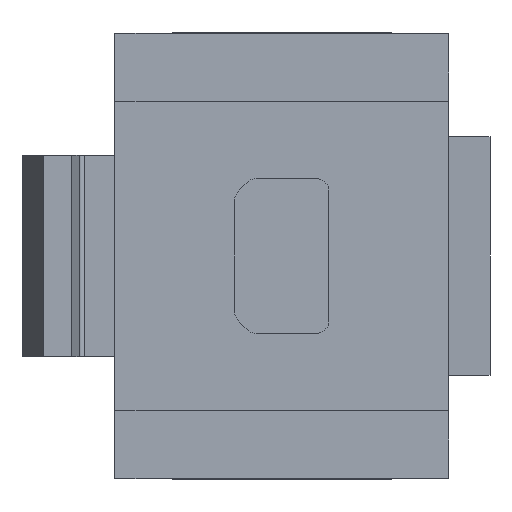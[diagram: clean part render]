
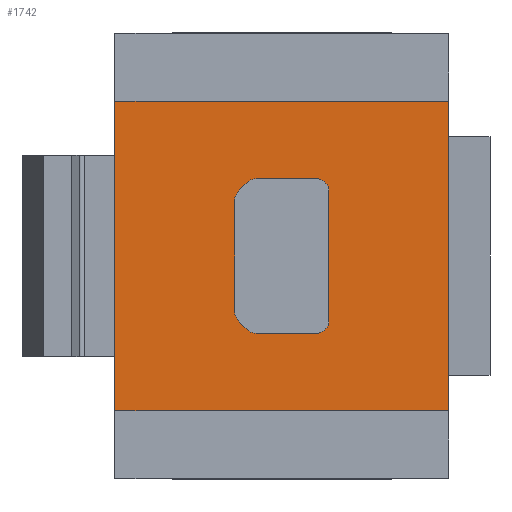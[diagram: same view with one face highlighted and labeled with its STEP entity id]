
A CAD part, left-side view. The second image highlights one B-rep face of the part: STEP entity #1742.
In plain terms, the highlighted planar face has unit normal (-1, 0, 0).
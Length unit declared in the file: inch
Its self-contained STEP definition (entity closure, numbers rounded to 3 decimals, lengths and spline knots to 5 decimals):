
#7 = DIRECTION ( 'NONE',  ( 0., 0.707, -0.707 ) ) ;
#16 = DIRECTION ( 'NONE',  ( 0., -0.707, -0.707 ) ) ;
#47 = LINE ( 'NONE', #670, #1602 ) ;
#74 = ORIENTED_EDGE ( 'NONE', *, *, #357, .F. ) ;
#146 = ORIENTED_EDGE ( 'NONE', *, *, #2011, .F. ) ;
#153 = CARTESIAN_POINT ( 'NONE',  ( -0.481, -0.314, 0.291 ) ) ;
#188 = LINE ( 'NONE', #1496, #921 ) ;
#192 = LINE ( 'NONE', #1009, #1962 ) ;
#204 = CIRCLE ( 'NONE', #1228, 0.02362 ) ;
#215 = EDGE_CURVE ( 'NONE', #848, #1048, #192, .T. ) ;
#223 = CIRCLE ( 'NONE', #1435, 0.02362 ) ;
#237 = CARTESIAN_POINT ( 'NONE',  ( -0.481, -0.06496, -0.14567 ) ) ;
#243 = ORIENTED_EDGE ( 'NONE', *, *, #1166, .F. ) ;
#248 = VERTEX_POINT ( 'NONE', #153 ) ;
#263 = LINE ( 'NONE', #1149, #1857 ) ;
#308 = EDGE_CURVE ( 'NONE', #752, #1318, #785, .T. ) ;
#310 = ORIENTED_EDGE ( 'NONE', *, *, #1257, .F. ) ;
#314 = CARTESIAN_POINT ( 'NONE',  ( -0.481, 0.08166, -0.12222 ) ) ;
#328 = EDGE_CURVE ( 'NONE', #466, #848, #223, .T. ) ;
#343 = VERTEX_POINT ( 'NONE', #1835 ) ;
#357 = EDGE_CURVE ( 'NONE', #781, #752, #1566, .T. ) ;
#359 = CARTESIAN_POINT ( 'NONE',  ( -0.481, 0.06496, 0.10551 ) ) ;
#380 = ORIENTED_EDGE ( 'NONE', *, *, #1531, .F. ) ;
#386 = DIRECTION ( 'NONE',  ( 0., 1., 0. ) ) ;
#400 = ORIENTED_EDGE ( 'NONE', *, *, #1432, .T. ) ;
#403 = DIRECTION ( 'NONE',  ( 0., -1., 0. ) ) ;
#412 = FACE_OUTER_BOUND ( 'NONE', #1152, .T. ) ;
#413 = DIRECTION ( 'NONE',  ( 0., 1., 0. ) ) ;
#425 = VERTEX_POINT ( 'NONE', #1878 ) ;
#427 = ORIENTED_EDGE ( 'NONE', *, *, #1642, .F. ) ;
#430 = EDGE_CURVE ( 'NONE', #958, #1348, #472, .T. ) ;
#462 = EDGE_CURVE ( 'NONE', #629, #1348, #1541, .T. ) ;
#466 = VERTEX_POINT ( 'NONE', #1203 ) ;
#470 = CARTESIAN_POINT ( 'NONE',  ( -0.481, -0.08858, -0.12205 ) ) ;
#472 = LINE ( 'NONE', #574, #1651 ) ;
#475 = ORIENTED_EDGE ( 'NONE', *, *, #462, .T. ) ;
#512 = DIRECTION ( 'NONE',  ( -1., 0., 0. ) ) ;
#517 = AXIS2_PLACEMENT_3D ( 'NONE', #725, #562, #1410 ) ;
#531 = ORIENTED_EDGE ( 'NONE', *, *, #761, .F. ) ;
#532 = VECTOR ( 'NONE', #947, 39.37008 ) ;
#537 = CARTESIAN_POINT ( 'NONE',  ( -0.481, 0.06496, -0.10551 ) ) ;
#562 = DIRECTION ( 'NONE',  ( -1., 0., 0. ) ) ;
#574 = CARTESIAN_POINT ( 'NONE',  ( -0.481, -0.524, -0.291 ) ) ;
#577 = DIRECTION ( 'NONE',  ( 1., 0., 0. ) ) ;
#629 = VERTEX_POINT ( 'NONE', #751 ) ;
#646 = DIRECTION ( 'NONE',  ( -1., 0., 0. ) ) ;
#670 = CARTESIAN_POINT ( 'NONE',  ( -0.481, -0.524, 0.291 ) ) ;
#672 = VECTOR ( 'NONE', #403, 39.37008 ) ;
#690 = LINE ( 'NONE', #1868, #1239 ) ;
#705 = ORIENTED_EDGE ( 'NONE', *, *, #430, .F. ) ;
#725 = CARTESIAN_POINT ( 'NONE',  ( -0.481, -0.06496, 0.12205 ) ) ;
#746 = AXIS2_PLACEMENT_3D ( 'NONE', #1880, #577, #413 ) ;
#751 = CARTESIAN_POINT ( 'NONE',  ( -0.481, 0.314, 0.291 ) ) ;
#752 = VERTEX_POINT ( 'NONE', #314 ) ;
#761 = EDGE_CURVE ( 'NONE', #1318, #343, #204, .T. ) ;
#781 = VERTEX_POINT ( 'NONE', #1647 ) ;
#785 = LINE ( 'NONE', #1168, #1845 ) ;
#790 = CARTESIAN_POINT ( 'NONE',  ( -0.481, 0.04843, -0.12205 ) ) ;
#831 = AXIS2_PLACEMENT_3D ( 'NONE', #2055, #1595, #2088 ) ;
#833 = CARTESIAN_POINT ( 'NONE',  ( -0.481, 0.08858, 0.10551 ) ) ;
#848 = VERTEX_POINT ( 'NONE', #1664 ) ;
#850 = DIRECTION ( 'NONE',  ( 0., 1., 0. ) ) ;
#857 = DIRECTION ( 'NONE',  ( -1., 0., 0. ) ) ;
#858 = DIRECTION ( 'NONE',  ( -1., 0., 0. ) ) ;
#881 = LINE ( 'NONE', #1910, #532 ) ;
#889 = CARTESIAN_POINT ( 'NONE',  ( -0.481, 0.08166, 0.12222 ) ) ;
#909 = CIRCLE ( 'NONE', #1657, 0.02362 ) ;
#913 = PLANE ( 'NONE',  #746 ) ;
#917 = CARTESIAN_POINT ( 'NONE',  ( -0.481, 0.314, 0.419 ) ) ;
#921 = VECTOR ( 'NONE', #2141, 39.37008 ) ;
#924 = EDGE_CURVE ( 'NONE', #1048, #2094, #909, .T. ) ;
#932 = ORIENTED_EDGE ( 'NONE', *, *, #1696, .F. ) ;
#947 = DIRECTION ( 'NONE',  ( 0., 0., -1. ) ) ;
#958 = VERTEX_POINT ( 'NONE', #2013 ) ;
#1009 = CARTESIAN_POINT ( 'NONE',  ( -0.481, 0.08166, 0.12222 ) ) ;
#1048 = VERTEX_POINT ( 'NONE', #889 ) ;
#1078 = VERTEX_POINT ( 'NONE', #1219 ) ;
#1149 = CARTESIAN_POINT ( 'NONE',  ( -0.481, 0.08858, -0.10551 ) ) ;
#1152 = EDGE_LOOP ( 'NONE', ( #475, #705, #243, #400 ) ) ;
#1166 = EDGE_CURVE ( 'NONE', #248, #958, #881, .T. ) ;
#1168 = CARTESIAN_POINT ( 'NONE',  ( -0.481, 0.06513, -0.13875 ) ) ;
#1195 = DIRECTION ( 'NONE',  ( 0., 1., 0. ) ) ;
#1201 = ORIENTED_EDGE ( 'NONE', *, *, #924, .F. ) ;
#1203 = CARTESIAN_POINT ( 'NONE',  ( -0.481, 0.04843, 0.14567 ) ) ;
#1219 = CARTESIAN_POINT ( 'NONE',  ( -0.481, -0.08858, 0.12205 ) ) ;
#1228 = AXIS2_PLACEMENT_3D ( 'NONE', #790, #646, #1443 ) ;
#1239 = VECTOR ( 'NONE', #1560, 39.37008 ) ;
#1257 = EDGE_CURVE ( 'NONE', #425, #1979, #1631, .T. ) ;
#1318 = VERTEX_POINT ( 'NONE', #2107 ) ;
#1323 = CARTESIAN_POINT ( 'NONE',  ( -0.481, 0.314, -0.291 ) ) ;
#1348 = VERTEX_POINT ( 'NONE', #1323 ) ;
#1358 = ORIENTED_EDGE ( 'NONE', *, *, #215, .F. ) ;
#1360 = ORIENTED_EDGE ( 'NONE', *, *, #1387, .F. ) ;
#1382 = VECTOR ( 'NONE', #1881, 39.37008 ) ;
#1387 = EDGE_CURVE ( 'NONE', #2094, #781, #263, .T. ) ;
#1410 = DIRECTION ( 'NONE',  ( 0., 1., 0. ) ) ;
#1415 = EDGE_LOOP ( 'NONE', ( #1875, #74, #1360, #1201, #1358, #1680, #380, #932, #146, #310, #427, #531 ) ) ;
#1432 = EDGE_CURVE ( 'NONE', #248, #629, #47, .T. ) ;
#1435 = AXIS2_PLACEMENT_3D ( 'NONE', #1704, #512, #1195 ) ;
#1443 = DIRECTION ( 'NONE',  ( 0., 1., 0. ) ) ;
#1452 = CIRCLE ( 'NONE', #517, 0.02362 ) ;
#1457 = VERTEX_POINT ( 'NONE', #1505 ) ;
#1496 = CARTESIAN_POINT ( 'NONE',  ( -0.481, -0.08858, 0.12205 ) ) ;
#1505 = CARTESIAN_POINT ( 'NONE',  ( -0.481, -0.06496, 0.14567 ) ) ;
#1531 = EDGE_CURVE ( 'NONE', #1457, #466, #690, .T. ) ;
#1541 = LINE ( 'NONE', #917, #1382 ) ;
#1560 = DIRECTION ( 'NONE',  ( 0., 1., 0. ) ) ;
#1566 = CIRCLE ( 'NONE', #1668, 0.02362 ) ;
#1595 = DIRECTION ( 'NONE',  ( -1., 0., 0. ) ) ;
#1602 = VECTOR ( 'NONE', #1831, 39.37008 ) ;
#1631 = CIRCLE ( 'NONE', #831, 0.02362 ) ;
#1642 = EDGE_CURVE ( 'NONE', #343, #425, #1977, .T. ) ;
#1647 = CARTESIAN_POINT ( 'NONE',  ( -0.481, 0.08858, -0.10551 ) ) ;
#1651 = VECTOR ( 'NONE', #1887, 39.37008 ) ;
#1657 = AXIS2_PLACEMENT_3D ( 'NONE', #359, #857, #386 ) ;
#1664 = CARTESIAN_POINT ( 'NONE',  ( -0.481, 0.06513, 0.13875 ) ) ;
#1668 = AXIS2_PLACEMENT_3D ( 'NONE', #537, #858, #850 ) ;
#1680 = ORIENTED_EDGE ( 'NONE', *, *, #328, .F. ) ;
#1696 = EDGE_CURVE ( 'NONE', #1078, #1457, #1452, .T. ) ;
#1704 = CARTESIAN_POINT ( 'NONE',  ( -0.481, 0.04843, 0.12205 ) ) ;
#1742 = ADVANCED_FACE ( 'NONE', ( #2028, #412 ), #913, .F. ) ;
#1831 = DIRECTION ( 'NONE',  ( 0., 1., 0. ) ) ;
#1835 = CARTESIAN_POINT ( 'NONE',  ( -0.481, 0.04843, -0.14567 ) ) ;
#1845 = VECTOR ( 'NONE', #16, 39.37008 ) ;
#1857 = VECTOR ( 'NONE', #1978, 39.37008 ) ;
#1868 = CARTESIAN_POINT ( 'NONE',  ( -0.481, 0.04843, 0.14567 ) ) ;
#1875 = ORIENTED_EDGE ( 'NONE', *, *, #308, .F. ) ;
#1878 = CARTESIAN_POINT ( 'NONE',  ( -0.481, -0.06496, -0.14567 ) ) ;
#1880 = CARTESIAN_POINT ( 'NONE',  ( -0.481, 0.314, 0.419 ) ) ;
#1881 = DIRECTION ( 'NONE',  ( 0., 0., -1. ) ) ;
#1887 = DIRECTION ( 'NONE',  ( 0., 1., 0. ) ) ;
#1910 = CARTESIAN_POINT ( 'NONE',  ( -0.481, -0.314, 0.419 ) ) ;
#1962 = VECTOR ( 'NONE', #7, 39.37008 ) ;
#1977 = LINE ( 'NONE', #237, #672 ) ;
#1978 = DIRECTION ( 'NONE',  ( 0., 0., -1. ) ) ;
#1979 = VERTEX_POINT ( 'NONE', #470 ) ;
#2011 = EDGE_CURVE ( 'NONE', #1979, #1078, #188, .T. ) ;
#2013 = CARTESIAN_POINT ( 'NONE',  ( -0.481, -0.314, -0.291 ) ) ;
#2028 = FACE_BOUND ( 'NONE', #1415, .T. ) ;
#2055 = CARTESIAN_POINT ( 'NONE',  ( -0.481, -0.06496, -0.12205 ) ) ;
#2088 = DIRECTION ( 'NONE',  ( 0., 1., 0. ) ) ;
#2094 = VERTEX_POINT ( 'NONE', #833 ) ;
#2107 = CARTESIAN_POINT ( 'NONE',  ( -0.481, 0.06513, -0.13875 ) ) ;
#2141 = DIRECTION ( 'NONE',  ( 0., 0., 1. ) ) ;
